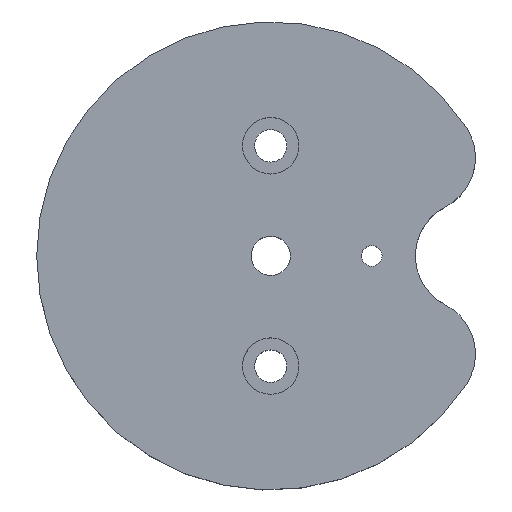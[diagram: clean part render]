
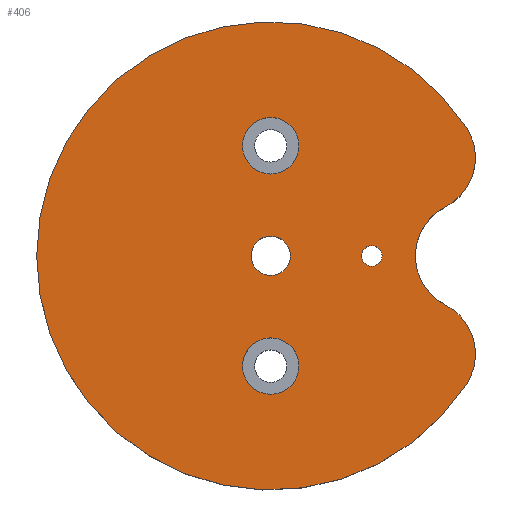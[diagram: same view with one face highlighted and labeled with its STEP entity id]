
A CAD part, top view. The second image highlights one B-rep face of the part: STEP entity #406.
In plain terms, the highlighted planar face has unit normal (0, 0, 1).
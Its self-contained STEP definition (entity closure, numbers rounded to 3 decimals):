
#33=FACE_BOUND('',#96,.T.);
#34=FACE_BOUND('',#97,.T.);
#35=FACE_BOUND('',#98,.T.);
#36=FACE_BOUND('',#99,.T.);
#48=PLANE('',#457);
#62=FACE_OUTER_BOUND('',#95,.T.);
#95=EDGE_LOOP('',(#313,#314,#315,#316));
#96=EDGE_LOOP('',(#317));
#97=EDGE_LOOP('',(#318));
#98=EDGE_LOOP('',(#319));
#99=EDGE_LOOP('',(#320));
#154=CIRCLE('',#442,4.);
#156=CIRCLE('',#445,17.);
#161=CIRCLE('',#452,4.);
#164=CIRCLE('',#458,4.);
#165=CIRCLE('',#459,2.05);
#166=CIRCLE('',#460,2.05);
#167=CIRCLE('',#461,1.425);
#168=CIRCLE('',#462,0.75);
#194=VERTEX_POINT('',#655);
#195=VERTEX_POINT('',#657);
#197=VERTEX_POINT('',#663);
#201=VERTEX_POINT('',#675);
#204=VERTEX_POINT('',#687);
#205=VERTEX_POINT('',#689);
#206=VERTEX_POINT('',#691);
#207=VERTEX_POINT('',#693);
#234=EDGE_CURVE('',#194,#195,#154,.T.);
#238=EDGE_CURVE('',#194,#197,#156,.T.);
#243=EDGE_CURVE('',#201,#197,#161,.T.);
#248=EDGE_CURVE('',#195,#201,#164,.T.);
#249=EDGE_CURVE('',#204,#204,#165,.T.);
#250=EDGE_CURVE('',#205,#205,#166,.T.);
#251=EDGE_CURVE('',#206,#206,#167,.T.);
#252=EDGE_CURVE('',#207,#207,#168,.T.);
#313=ORIENTED_EDGE('',*,*,#234,.F.);
#314=ORIENTED_EDGE('',*,*,#238,.T.);
#315=ORIENTED_EDGE('',*,*,#243,.F.);
#316=ORIENTED_EDGE('',*,*,#248,.F.);
#317=ORIENTED_EDGE('',*,*,#249,.F.);
#318=ORIENTED_EDGE('',*,*,#250,.F.);
#319=ORIENTED_EDGE('',*,*,#251,.F.);
#320=ORIENTED_EDGE('',*,*,#252,.T.);
#406=ADVANCED_FACE('',(#62,#33,#34,#35,#36),#48,.T.);
#442=AXIS2_PLACEMENT_3D('',#658,#525,#526);
#445=AXIS2_PLACEMENT_3D('',#665,#533,#534);
#452=AXIS2_PLACEMENT_3D('',#676,#547,#548);
#457=AXIS2_PLACEMENT_3D('',#685,#559,#560);
#458=AXIS2_PLACEMENT_3D('',#686,#561,#562);
#459=AXIS2_PLACEMENT_3D('',#688,#563,#564);
#460=AXIS2_PLACEMENT_3D('',#690,#565,#566);
#461=AXIS2_PLACEMENT_3D('',#692,#567,#568);
#462=AXIS2_PLACEMENT_3D('',#694,#569,#570);
#525=DIRECTION('center_axis',(0.,0.,-1.));
#526=DIRECTION('ref_axis',(-0.454,0.891,0.));
#533=DIRECTION('center_axis',(0.,0.,1.));
#534=DIRECTION('ref_axis',(1.,0.,0.));
#547=DIRECTION('center_axis',(0.,0.,-1.));
#548=DIRECTION('ref_axis',(-0.454,-0.891,0.));
#559=DIRECTION('center_axis',(0.,0.,1.));
#560=DIRECTION('ref_axis',(1.,0.,0.));
#561=DIRECTION('center_axis',(0.,0.,1.));
#562=DIRECTION('ref_axis',(1.,0.,0.));
#563=DIRECTION('center_axis',(0.,0.,1.));
#564=DIRECTION('ref_axis',(1.,0.,0.));
#565=DIRECTION('center_axis',(0.,0.,1.));
#566=DIRECTION('ref_axis',(-1.,0.,0.));
#567=DIRECTION('center_axis',(0.,0.,1.));
#568=DIRECTION('ref_axis',(1.,0.,0.));
#569=DIRECTION('center_axis',(0.,0.,-1.));
#570=DIRECTION('ref_axis',(-1.,0.,0.));
#655=CARTESIAN_POINT('',(14.216,9.323,3.));
#657=CARTESIAN_POINT('',(12.685,3.565,3.));
#658=CARTESIAN_POINT('Origin',(10.871,7.129,3.));
#663=CARTESIAN_POINT('',(14.216,-9.323,3.));
#665=CARTESIAN_POINT('Origin',(0.,0.,3.));
#675=CARTESIAN_POINT('',(12.685,-3.565,3.));
#676=CARTESIAN_POINT('Origin',(10.871,-7.129,3.));
#685=CARTESIAN_POINT('Origin',(0.,0.,3.));
#686=CARTESIAN_POINT('Origin',(14.5,0.,3.));
#687=CARTESIAN_POINT('',(2.05,8.,3.));
#688=CARTESIAN_POINT('Origin',(0.,8.,3.));
#689=CARTESIAN_POINT('',(-2.05,-8.,3.));
#690=CARTESIAN_POINT('Origin',(0.,-8.,3.));
#691=CARTESIAN_POINT('',(1.425,0.,3.));
#692=CARTESIAN_POINT('Origin',(0.,0.,3.));
#693=CARTESIAN_POINT('',(6.588,0.,3.));
#694=CARTESIAN_POINT('Origin',(7.338,0.,3.));
